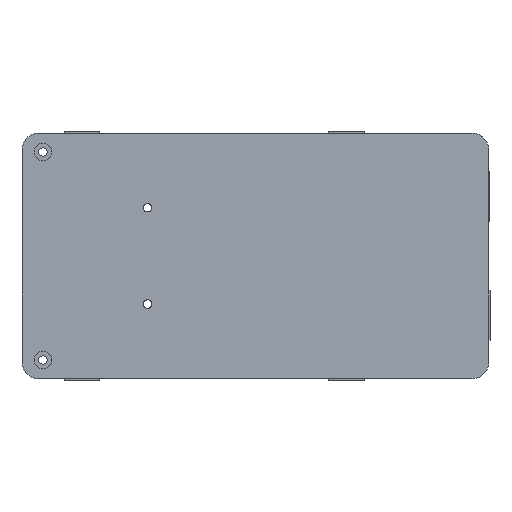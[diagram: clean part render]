
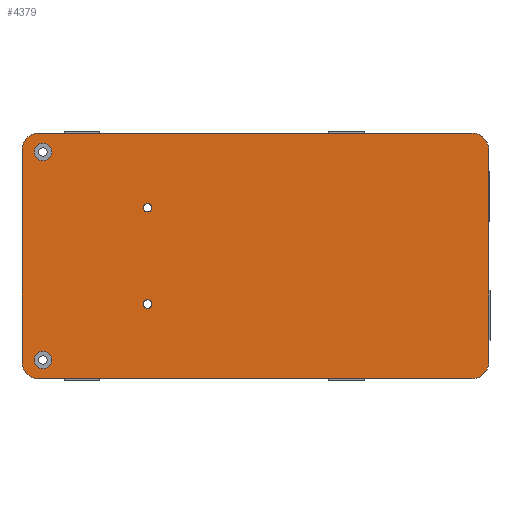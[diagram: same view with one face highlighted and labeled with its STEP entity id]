
A CAD part, top view. The second image highlights one B-rep face of the part: STEP entity #4379.
In plain terms, the highlighted planar face has unit normal (0, 0, 1).
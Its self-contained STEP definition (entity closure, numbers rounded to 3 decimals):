
#2 = EDGE_CURVE ( 'NONE', #4034, #3036, #4514, .T. ) ;
#44 = CARTESIAN_POINT ( 'NONE',  ( -46.64, -24.855, 4.5 ) ) ;
#47 = VERTEX_POINT ( 'NONE', #3820 ) ;
#51 = DIRECTION ( 'NONE',  ( 0., 0., -1. ) ) ;
#80 = CARTESIAN_POINT ( 'NONE',  ( -21.64, -11.5, 4.5 ) ) ;
#94 = EDGE_CURVE ( 'NONE', #1362, #4034, #834, .T. ) ;
#186 = VECTOR ( 'NONE', #2398, 1000. ) ;
#208 = AXIS2_PLACEMENT_3D ( 'NONE', #342, #1870, #3401 ) ;
#216 = ORIENTED_EDGE ( 'NONE', *, *, #1130, .T. ) ;
#222 = DIRECTION ( 'NONE',  ( 1., 0., 0. ) ) ;
#258 = EDGE_CURVE ( 'NONE', #47, #1808, #607, .T. ) ;
#268 = VERTEX_POINT ( 'NONE', #4745 ) ;
#295 = AXIS2_PLACEMENT_3D ( 'NONE', #3552, #4325, #3877 ) ;
#325 = DIRECTION ( 'NONE',  ( 0., 0., 1. ) ) ;
#329 = CIRCLE ( 'NONE', #3129, 4. ) ;
#342 = CARTESIAN_POINT ( 'NONE',  ( 0., 0., 4.5 ) ) ;
#535 = CARTESIAN_POINT ( 'NONE',  ( 59.85, 29.355, 4.5 ) ) ;
#544 = ORIENTED_EDGE ( 'NONE', *, *, #2147, .T. ) ;
#557 = EDGE_CURVE ( 'NONE', #3496, #4373, #1803, .T. ) ;
#587 = ORIENTED_EDGE ( 'NONE', *, *, #1660, .T. ) ;
#607 = LINE ( 'NONE', #535, #2667 ) ;
#641 = VERTEX_POINT ( 'NONE', #4361 ) ;
#644 = CARTESIAN_POINT ( 'NONE',  ( -51.64, -29.355, 4.5 ) ) ;
#674 = EDGE_CURVE ( 'NONE', #1808, #1362, #2425, .T. ) ;
#716 = FACE_BOUND ( 'NONE', #3043, .T. ) ;
#726 = VECTOR ( 'NONE', #222, 1000. ) ;
#736 = DIRECTION ( 'NONE',  ( 0., 0., 1. ) ) ;
#831 = DIRECTION ( 'NONE',  ( 0., 0., -1. ) ) ;
#834 = LINE ( 'NONE', #4601, #186 ) ;
#855 = ORIENTED_EDGE ( 'NONE', *, *, #1160, .T. ) ;
#897 = DIRECTION ( 'NONE',  ( 0., 0., -1. ) ) ;
#966 = ORIENTED_EDGE ( 'NONE', *, *, #557, .T. ) ;
#995 = AXIS2_PLACEMENT_3D ( 'NONE', #2341, #51, #3864 ) ;
#1071 = EDGE_CURVE ( 'NONE', #4435, #4386, #329, .T. ) ;
#1114 = DIRECTION ( 'NONE',  ( 1., 0., 0. ) ) ;
#1130 = EDGE_CURVE ( 'NONE', #4386, #641, #4861, .T. ) ;
#1138 = CARTESIAN_POINT ( 'NONE',  ( -51.64, 25.355, 4.5 ) ) ;
#1140 = CARTESIAN_POINT ( 'NONE',  ( -22.64, -11.5, 4.5 ) ) ;
#1160 = EDGE_CURVE ( 'NONE', #641, #47, #4413, .T. ) ;
#1184 = AXIS2_PLACEMENT_3D ( 'NONE', #4727, #3970, #4424 ) ;
#1207 = CARTESIAN_POINT ( 'NONE',  ( -47.64, -29.355, 4.5 ) ) ;
#1237 = CARTESIAN_POINT ( 'NONE',  ( -47.64, 29.355, 4.5 ) ) ;
#1326 = EDGE_LOOP ( 'NONE', ( #4026, #544 ) ) ;
#1362 = VERTEX_POINT ( 'NONE', #3180 ) ;
#1452 = CARTESIAN_POINT ( 'NONE',  ( 55.85, -25.355, 4.5 ) ) ;
#1536 = CARTESIAN_POINT ( 'NONE',  ( -44.54, 24.855, 4.5 ) ) ;
#1613 = ORIENTED_EDGE ( 'NONE', *, *, #94, .T. ) ;
#1660 = EDGE_CURVE ( 'NONE', #4373, #3496, #2751, .T. ) ;
#1677 = AXIS2_PLACEMENT_3D ( 'NONE', #44, #4257, #4937 ) ;
#1706 = DIRECTION ( 'NONE',  ( -1., 0., 0. ) ) ;
#1711 = AXIS2_PLACEMENT_3D ( 'NONE', #4149, #736, #2981 ) ;
#1779 = CARTESIAN_POINT ( 'NONE',  ( -20.64, 11.5, 4.5 ) ) ;
#1803 = CIRCLE ( 'NONE', #995, 1. ) ;
#1808 = VERTEX_POINT ( 'NONE', #3595 ) ;
#1839 = AXIS2_PLACEMENT_3D ( 'NONE', #3614, #897, #1706 ) ;
#1870 = DIRECTION ( 'NONE',  ( 0., 0., 1. ) ) ;
#1891 = CIRCLE ( 'NONE', #295, 2.1 ) ;
#1965 = CARTESIAN_POINT ( 'NONE',  ( -51.64, -25.355, 4.5 ) ) ;
#2147 = EDGE_CURVE ( 'NONE', #3799, #4324, #2640, .T. ) ;
#2184 = EDGE_LOOP ( 'NONE', ( #1613, #4563, #3563, #4033, #216, #855, #2869, #4075 ) ) ;
#2206 = LINE ( 'NONE', #2890, #3679 ) ;
#2254 = FACE_BOUND ( 'NONE', #3178, .T. ) ;
#2341 = CARTESIAN_POINT ( 'NONE',  ( -21.64, -11.5, 4.5 ) ) ;
#2398 = DIRECTION ( 'NONE',  ( -1., 0., 0. ) ) ;
#2425 = CIRCLE ( 'NONE', #3708, 4. ) ;
#2426 = EDGE_CURVE ( 'NONE', #4806, #268, #3284, .T. ) ;
#2458 = DIRECTION ( 'NONE',  ( 1., 0., 0. ) ) ;
#2507 = DIRECTION ( 'NONE',  ( 1., 0., 0. ) ) ;
#2597 = CIRCLE ( 'NONE', #3872, 1. ) ;
#2600 = VERTEX_POINT ( 'NONE', #4853 ) ;
#2626 = FACE_BOUND ( 'NONE', #1326, .T. ) ;
#2640 = CIRCLE ( 'NONE', #1839, 1. ) ;
#2648 = CARTESIAN_POINT ( 'NONE',  ( -46.64, -24.855, 4.5 ) ) ;
#2667 = VECTOR ( 'NONE', #3600, 1000. ) ;
#2675 = FACE_BOUND ( 'NONE', #2778, .T. ) ;
#2751 = CIRCLE ( 'NONE', #3938, 1. ) ;
#2778 = EDGE_LOOP ( 'NONE', ( #2968, #3545 ) ) ;
#2869 = ORIENTED_EDGE ( 'NONE', *, *, #258, .T. ) ;
#2890 = CARTESIAN_POINT ( 'NONE',  ( -51.64, 29.355, 4.5 ) ) ;
#2891 = DIRECTION ( 'NONE',  ( 0., 0., 1. ) ) ;
#2958 = EDGE_CURVE ( 'NONE', #4324, #3799, #2597, .T. ) ;
#2968 = ORIENTED_EDGE ( 'NONE', *, *, #3100, .F. ) ;
#2981 = DIRECTION ( 'NONE',  ( 1., 0., 0. ) ) ;
#2982 = CARTESIAN_POINT ( 'NONE',  ( -22.64, 11.5, 4.5 ) ) ;
#2995 = DIRECTION ( 'NONE',  ( -1., 0., 0. ) ) ;
#3036 = VERTEX_POINT ( 'NONE', #1138 ) ;
#3043 = EDGE_LOOP ( 'NONE', ( #587, #966 ) ) ;
#3086 = CARTESIAN_POINT ( 'NONE',  ( -20.64, -11.5, 4.5 ) ) ;
#3100 = EDGE_CURVE ( 'NONE', #2600, #3487, #4675, .T. ) ;
#3129 = AXIS2_PLACEMENT_3D ( 'NONE', #4002, #2891, #2458 ) ;
#3178 = EDGE_LOOP ( 'NONE', ( #4606, #3927 ) ) ;
#3180 = CARTESIAN_POINT ( 'NONE',  ( 55.85, 29.355, 4.5 ) ) ;
#3284 = CIRCLE ( 'NONE', #1184, 2.1 ) ;
#3303 = AXIS2_PLACEMENT_3D ( 'NONE', #1452, #325, #2507 ) ;
#3351 = DIRECTION ( 'NONE',  ( 0., 0., 1. ) ) ;
#3390 = CARTESIAN_POINT ( 'NONE',  ( -21.64, 11.5, 4.5 ) ) ;
#3401 = DIRECTION ( 'NONE',  ( 1., 0., 0. ) ) ;
#3487 = VERTEX_POINT ( 'NONE', #4237 ) ;
#3496 = VERTEX_POINT ( 'NONE', #3086 ) ;
#3545 = ORIENTED_EDGE ( 'NONE', *, *, #3555, .F. ) ;
#3552 = CARTESIAN_POINT ( 'NONE',  ( -46.64, 24.855, 4.5 ) ) ;
#3555 = EDGE_CURVE ( 'NONE', #3487, #2600, #3831, .T. ) ;
#3563 = ORIENTED_EDGE ( 'NONE', *, *, #3830, .T. ) ;
#3595 = CARTESIAN_POINT ( 'NONE',  ( 59.85, 25.355, 4.5 ) ) ;
#3600 = DIRECTION ( 'NONE',  ( 0., 1., 0. ) ) ;
#3614 = CARTESIAN_POINT ( 'NONE',  ( -21.64, 11.5, 4.5 ) ) ;
#3643 = DIRECTION ( 'NONE',  ( 1., 0., 0. ) ) ;
#3679 = VECTOR ( 'NONE', #4860, 1000. ) ;
#3708 = AXIS2_PLACEMENT_3D ( 'NONE', #4335, #4717, #3643 ) ;
#3721 = DIRECTION ( 'NONE',  ( 0., 0., -1. ) ) ;
#3779 = FACE_OUTER_BOUND ( 'NONE', #2184, .T. ) ;
#3798 = PLANE ( 'NONE',  #208 ) ;
#3799 = VERTEX_POINT ( 'NONE', #1779 ) ;
#3820 = CARTESIAN_POINT ( 'NONE',  ( 59.85, -25.355, 4.5 ) ) ;
#3830 = EDGE_CURVE ( 'NONE', #3036, #4435, #2206, .T. ) ;
#3831 = CIRCLE ( 'NONE', #1677, 2.1 ) ;
#3864 = DIRECTION ( 'NONE',  ( -1., 0., 0. ) ) ;
#3872 = AXIS2_PLACEMENT_3D ( 'NONE', #3390, #3721, #2995 ) ;
#3877 = DIRECTION ( 'NONE',  ( 1., 0., 0. ) ) ;
#3927 = ORIENTED_EDGE ( 'NONE', *, *, #4079, .F. ) ;
#3938 = AXIS2_PLACEMENT_3D ( 'NONE', #80, #831, #4670 ) ;
#3970 = DIRECTION ( 'NONE',  ( 0., 0., 1. ) ) ;
#4002 = CARTESIAN_POINT ( 'NONE',  ( -47.64, -25.355, 4.5 ) ) ;
#4026 = ORIENTED_EDGE ( 'NONE', *, *, #2958, .T. ) ;
#4033 = ORIENTED_EDGE ( 'NONE', *, *, #1071, .T. ) ;
#4034 = VERTEX_POINT ( 'NONE', #1237 ) ;
#4075 = ORIENTED_EDGE ( 'NONE', *, *, #674, .T. ) ;
#4079 = EDGE_CURVE ( 'NONE', #268, #4806, #1891, .T. ) ;
#4149 = CARTESIAN_POINT ( 'NONE',  ( -47.64, 25.355, 4.5 ) ) ;
#4237 = CARTESIAN_POINT ( 'NONE',  ( -48.74, -24.855, 4.5 ) ) ;
#4257 = DIRECTION ( 'NONE',  ( 0., 0., 1. ) ) ;
#4324 = VERTEX_POINT ( 'NONE', #2982 ) ;
#4325 = DIRECTION ( 'NONE',  ( 0., 0., 1. ) ) ;
#4335 = CARTESIAN_POINT ( 'NONE',  ( 55.85, 25.355, 4.5 ) ) ;
#4361 = CARTESIAN_POINT ( 'NONE',  ( 55.85, -29.355, 4.5 ) ) ;
#4373 = VERTEX_POINT ( 'NONE', #1140 ) ;
#4379 = ADVANCED_FACE ( 'NONE', ( #2626, #716, #2675, #2254, #3779 ), #3798, .T. ) ;
#4386 = VERTEX_POINT ( 'NONE', #1207 ) ;
#4413 = CIRCLE ( 'NONE', #3303, 4. ) ;
#4424 = DIRECTION ( 'NONE',  ( 1., 0., 0. ) ) ;
#4435 = VERTEX_POINT ( 'NONE', #1965 ) ;
#4514 = CIRCLE ( 'NONE', #1711, 4. ) ;
#4516 = AXIS2_PLACEMENT_3D ( 'NONE', #2648, #3351, #1114 ) ;
#4563 = ORIENTED_EDGE ( 'NONE', *, *, #2, .T. ) ;
#4601 = CARTESIAN_POINT ( 'NONE',  ( -51.64, 29.355, 4.5 ) ) ;
#4606 = ORIENTED_EDGE ( 'NONE', *, *, #2426, .F. ) ;
#4670 = DIRECTION ( 'NONE',  ( -1., 0., 0. ) ) ;
#4675 = CIRCLE ( 'NONE', #4516, 2.1 ) ;
#4717 = DIRECTION ( 'NONE',  ( 0., 0., 1. ) ) ;
#4727 = CARTESIAN_POINT ( 'NONE',  ( -46.64, 24.855, 4.5 ) ) ;
#4745 = CARTESIAN_POINT ( 'NONE',  ( -48.74, 24.855, 4.5 ) ) ;
#4806 = VERTEX_POINT ( 'NONE', #1536 ) ;
#4853 = CARTESIAN_POINT ( 'NONE',  ( -44.54, -24.855, 4.5 ) ) ;
#4860 = DIRECTION ( 'NONE',  ( 0., -1., 0. ) ) ;
#4861 = LINE ( 'NONE', #644, #726 ) ;
#4937 = DIRECTION ( 'NONE',  ( 1., 0., 0. ) ) ;
